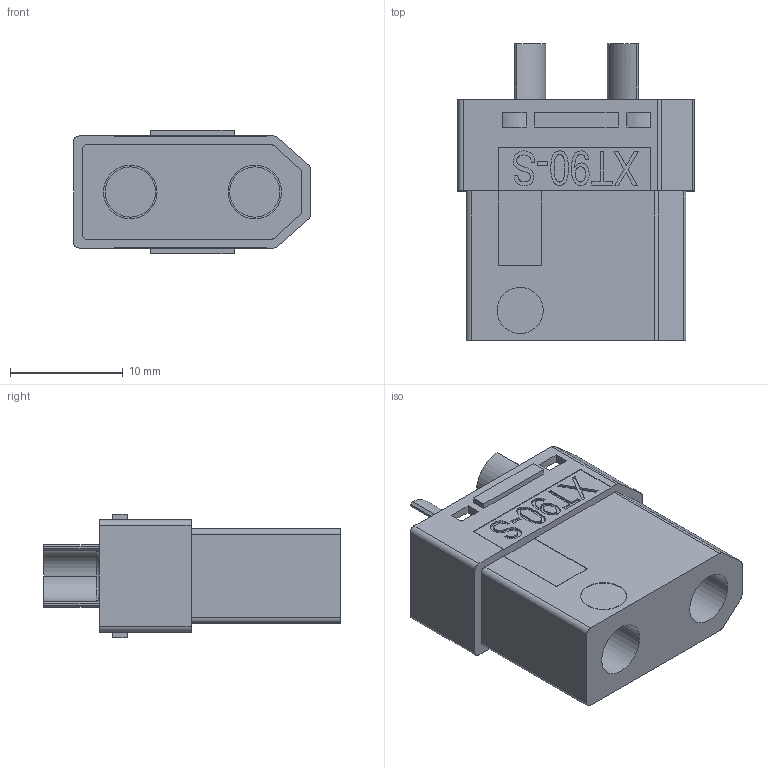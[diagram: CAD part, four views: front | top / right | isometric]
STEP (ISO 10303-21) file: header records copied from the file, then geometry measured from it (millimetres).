
FILE_DESCRIPTION (( 'STEP AP214' ), '1' );
FILE_NAME ('xt90_female.STEP', '2023-05-22T10:07:50', ( '' ), ( '' ), 'SwSTEP 2.0', 'SolidWorks 2021', '' );
FILE_SCHEMA (( 'AUTOMOTIVE_DESIGN' ));
Length unit declared in the file: millimetre
Products named in the file (1): xt90_female
Bounding box: 21.02 x 26.33 x 10.94 mm (x, y, z)
Volume: 2792.8 mm3; surface area: 2733.6 mm2
Topology: 1 solids, 1 shells, 251 faces, 687 edges, 456 vertices
Faces by surface type: plane 119, bspline 88, cylinder 38, cone 4, torus 2
Entity records: 9772 total; most frequent: CARTESIAN_POINT 2627, ORIENTED_EDGE 1366, DIRECTION 929, EDGE_CURVE 683, VERTEX_POINT 456, VECTOR 397, LINE 397, EDGE_LOOP 281
